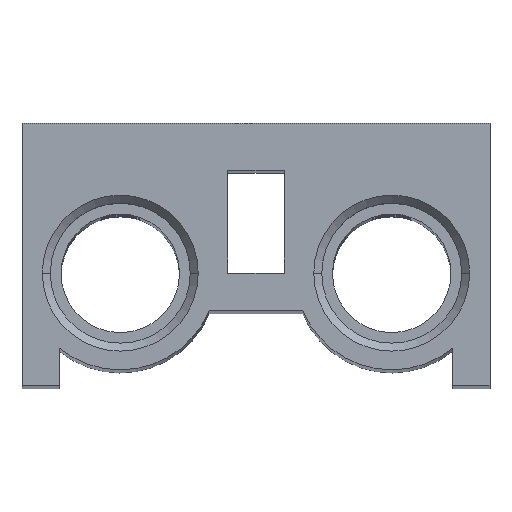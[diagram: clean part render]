
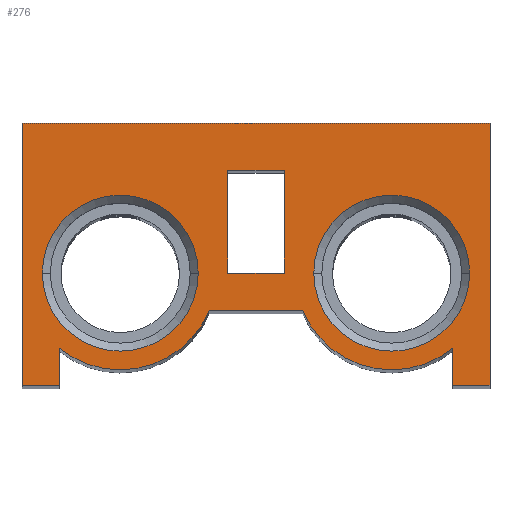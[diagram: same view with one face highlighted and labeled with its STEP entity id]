
A CAD part, top view. The second image highlights one B-rep face of the part: STEP entity #276.
In plain terms, the highlighted planar face has unit normal (0, 0, 1).
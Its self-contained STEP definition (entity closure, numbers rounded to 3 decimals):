
#36 = VECTOR ( 'NONE', #5077, 1000. ) ;
#93 = CARTESIAN_POINT ( 'NONE',  ( 21., 3.97, 194. ) ) ;
#140 = CIRCLE ( 'NONE', #4677, 8.331 ) ;
#144 = EDGE_CURVE ( 'NONE', #1213, #3373, #1083, .T. ) ;
#167 = VERTEX_POINT ( 'NONE', #2685 ) ;
#181 = CARTESIAN_POINT ( 'NONE',  ( -25., 28., 194. ) ) ;
#225 = ORIENTED_EDGE ( 'NONE', *, *, #3549, .F. ) ;
#228 = EDGE_CURVE ( 'NONE', #3575, #2902, #140, .T. ) ;
#233 = VERTEX_POINT ( 'NONE', #4399 ) ;
#247 = CARTESIAN_POINT ( 'NONE',  ( 21., 0., 194. ) ) ;
#258 = EDGE_CURVE ( 'NONE', #3373, #2604, #1917, .T. ) ;
#276 = ADVANCED_FACE ( 'NONE', ( #365, #3600, #3914, #1957 ), #1587, .T. ) ;
#284 = CARTESIAN_POINT ( 'NONE',  ( -14.5, 12., 194. ) ) ;
#333 = CARTESIAN_POINT ( 'NONE',  ( -25., 0., 194. ) ) ;
#354 = ORIENTED_EDGE ( 'NONE', *, *, #5030, .F. ) ;
#364 = EDGE_LOOP ( 'NONE', ( #1299, #779 ) ) ;
#365 = FACE_BOUND ( 'NONE', #2150, .T. ) ;
#373 = ORIENTED_EDGE ( 'NONE', *, *, #3568, .T. ) ;
#382 = ORIENTED_EDGE ( 'NONE', *, *, #2437, .T. ) ;
#413 = VERTEX_POINT ( 'NONE', #4846 ) ;
#497 = CARTESIAN_POINT ( 'NONE',  ( 22.831, 12., 194. ) ) ;
#571 = CARTESIAN_POINT ( 'NONE',  ( 25., 0., 194. ) ) ;
#578 = CARTESIAN_POINT ( 'NONE',  ( -21., 0., 194. ) ) ;
#589 = ORIENTED_EDGE ( 'NONE', *, *, #144, .T. ) ;
#603 = ORIENTED_EDGE ( 'NONE', *, *, #228, .T. ) ;
#621 = LINE ( 'NONE', #247, #36 ) ;
#652 = AXIS2_PLACEMENT_3D ( 'NONE', #284, #4763, #3157 ) ;
#664 = EDGE_CURVE ( 'NONE', #1353, #3660, #801, .T. ) ;
#667 = VERTEX_POINT ( 'NONE', #3749 ) ;
#678 = LINE ( 'NONE', #333, #2092 ) ;
#708 = DIRECTION ( 'NONE',  ( 1., 0., 0. ) ) ;
#730 = ORIENTED_EDGE ( 'NONE', *, *, #2264, .T. ) ;
#731 = EDGE_CURVE ( 'NONE', #1194, #233, #621, .T. ) ;
#754 = CARTESIAN_POINT ( 'NONE',  ( -22.831, 12., 194. ) ) ;
#779 = ORIENTED_EDGE ( 'NONE', *, *, #664, .T. ) ;
#801 = CIRCLE ( 'NONE', #2552, 8.331 ) ;
#858 = LINE ( 'NONE', #930, #4740 ) ;
#923 = CARTESIAN_POINT ( 'NONE',  ( 3., 23., 194. ) ) ;
#930 = CARTESIAN_POINT ( 'NONE',  ( -3., 12., 194. ) ) ;
#933 = AXIS2_PLACEMENT_3D ( 'NONE', #1923, #2370, #3542 ) ;
#947 = DIRECTION ( 'NONE',  ( -1., 0., 0. ) ) ;
#1014 = LINE ( 'NONE', #923, #2169 ) ;
#1083 = LINE ( 'NONE', #4511, #3169 ) ;
#1094 = LINE ( 'NONE', #2695, #3838 ) ;
#1111 = EDGE_CURVE ( 'NONE', #667, #167, #858, .T. ) ;
#1194 = VERTEX_POINT ( 'NONE', #3077 ) ;
#1213 = VERTEX_POINT ( 'NONE', #578 ) ;
#1250 = EDGE_CURVE ( 'NONE', #3660, #1353, #2112, .T. ) ;
#1299 = ORIENTED_EDGE ( 'NONE', *, *, #1250, .T. ) ;
#1353 = VERTEX_POINT ( 'NONE', #4586 ) ;
#1424 = ORIENTED_EDGE ( 'NONE', *, *, #4834, .F. ) ;
#1427 = EDGE_CURVE ( 'NONE', #3668, #413, #2634, .T. ) ;
#1472 = CARTESIAN_POINT ( 'NONE',  ( -3., 23., 194. ) ) ;
#1497 = CARTESIAN_POINT ( 'NONE',  ( 3., 12., 194. ) ) ;
#1524 = LINE ( 'NONE', #3126, #4761 ) ;
#1530 = CARTESIAN_POINT ( 'NONE',  ( 14.5, 12., 194. ) ) ;
#1556 = DIRECTION ( 'NONE',  ( 1., 0., 0. ) ) ;
#1574 = DIRECTION ( 'NONE',  ( 0., -1., 0. ) ) ;
#1580 = CARTESIAN_POINT ( 'NONE',  ( -14.5, 12., 194. ) ) ;
#1587 = PLANE ( 'NONE',  #652 ) ;
#1642 = VERTEX_POINT ( 'NONE', #2042 ) ;
#1704 = LINE ( 'NONE', #93, #3112 ) ;
#1746 = CARTESIAN_POINT ( 'NONE',  ( -21., 3.97, 194. ) ) ;
#1910 = AXIS2_PLACEMENT_3D ( 'NONE', #3108, #4345, #1556 ) ;
#1917 = CIRCLE ( 'NONE', #1910, 10.331 ) ;
#1920 = VECTOR ( 'NONE', #1574, 1000. ) ;
#1923 = CARTESIAN_POINT ( 'NONE',  ( 14.5, 12., 194. ) ) ;
#1957 = FACE_OUTER_BOUND ( 'NONE', #2171, .T. ) ;
#1984 = VECTOR ( 'NONE', #3543, 1000. ) ;
#2042 = CARTESIAN_POINT ( 'NONE',  ( 21., 3.97, 194. ) ) ;
#2092 = VECTOR ( 'NONE', #708, 1000. ) ;
#2112 = CIRCLE ( 'NONE', #933, 8.331 ) ;
#2150 = EDGE_LOOP ( 'NONE', ( #603, #3116 ) ) ;
#2169 = VECTOR ( 'NONE', #947, 1000. ) ;
#2171 = EDGE_LOOP ( 'NONE', ( #2459, #2406, #589, #2361, #3298, #382, #730, #3319, #3988, #373 ) ) ;
#2200 = DIRECTION ( 'NONE',  ( 0., 1., 0. ) ) ;
#2255 = CARTESIAN_POINT ( 'NONE',  ( -3., 23., 194. ) ) ;
#2264 = EDGE_CURVE ( 'NONE', #1642, #1194, #1704, .T. ) ;
#2356 = CARTESIAN_POINT ( 'NONE',  ( 4.975, 8., 194. ) ) ;
#2361 = ORIENTED_EDGE ( 'NONE', *, *, #258, .T. ) ;
#2370 = DIRECTION ( 'NONE',  ( 0., 0., -1. ) ) ;
#2390 = DIRECTION ( 'NONE',  ( -1., 0., 0. ) ) ;
#2406 = ORIENTED_EDGE ( 'NONE', *, *, #4871, .T. ) ;
#2437 = EDGE_CURVE ( 'NONE', #2856, #1642, #2777, .T. ) ;
#2448 = DIRECTION ( 'NONE',  ( 1., 0., 0. ) ) ;
#2459 = ORIENTED_EDGE ( 'NONE', *, *, #1427, .T. ) ;
#2552 = AXIS2_PLACEMENT_3D ( 'NONE', #2994, #5053, #4599 ) ;
#2604 = VERTEX_POINT ( 'NONE', #4335 ) ;
#2609 = CARTESIAN_POINT ( 'NONE',  ( 25., 28., 194. ) ) ;
#2634 = LINE ( 'NONE', #181, #4013 ) ;
#2642 = VERTEX_POINT ( 'NONE', #3286 ) ;
#2670 = DIRECTION ( 'NONE',  ( 1., 0., 0. ) ) ;
#2685 = CARTESIAN_POINT ( 'NONE',  ( 3., 12., 194. ) ) ;
#2695 = CARTESIAN_POINT ( 'NONE',  ( -4.975, 8., 194. ) ) ;
#2707 = LINE ( 'NONE', #1497, #1984 ) ;
#2777 = CIRCLE ( 'NONE', #3775, 10.331 ) ;
#2796 = DIRECTION ( 'NONE',  ( 0., 0., -1. ) ) ;
#2856 = VERTEX_POINT ( 'NONE', #2356 ) ;
#2892 = DIRECTION ( 'NONE',  ( 0., 0., -1. ) ) ;
#2902 = VERTEX_POINT ( 'NONE', #754 ) ;
#2994 = CARTESIAN_POINT ( 'NONE',  ( 14.5, 12., 194. ) ) ;
#3011 = DIRECTION ( 'NONE',  ( 0., -1., 0. ) ) ;
#3043 = EDGE_LOOP ( 'NONE', ( #1424, #354, #225, #4248 ) ) ;
#3077 = CARTESIAN_POINT ( 'NONE',  ( 21., 0., 194. ) ) ;
#3108 = CARTESIAN_POINT ( 'NONE',  ( -14.5, 12., 194. ) ) ;
#3112 = VECTOR ( 'NONE', #3304, 1000. ) ;
#3116 = ORIENTED_EDGE ( 'NONE', *, *, #3753, .T. ) ;
#3126 = CARTESIAN_POINT ( 'NONE',  ( 25., 28., 194. ) ) ;
#3134 = DIRECTION ( 'NONE',  ( 0., 0., 1. ) ) ;
#3157 = DIRECTION ( 'NONE',  ( 1., 0., 0. ) ) ;
#3169 = VECTOR ( 'NONE', #4235, 1000. ) ;
#3179 = LINE ( 'NONE', #2255, #1920 ) ;
#3286 = CARTESIAN_POINT ( 'NONE',  ( 3., 23., 194. ) ) ;
#3298 = ORIENTED_EDGE ( 'NONE', *, *, #5172, .T. ) ;
#3304 = DIRECTION ( 'NONE',  ( 0., -1., 0. ) ) ;
#3319 = ORIENTED_EDGE ( 'NONE', *, *, #731, .T. ) ;
#3373 = VERTEX_POINT ( 'NONE', #1746 ) ;
#3426 = LINE ( 'NONE', #571, #3484 ) ;
#3484 = VECTOR ( 'NONE', #2200, 1000. ) ;
#3514 = CARTESIAN_POINT ( 'NONE',  ( -6.169, 12., 194. ) ) ;
#3520 = CARTESIAN_POINT ( 'NONE',  ( -14.5, 12., 194. ) ) ;
#3542 = DIRECTION ( 'NONE',  ( -1., 0., 0. ) ) ;
#3543 = DIRECTION ( 'NONE',  ( 0., 1., 0. ) ) ;
#3549 = EDGE_CURVE ( 'NONE', #167, #2642, #2707, .T. ) ;
#3568 = EDGE_CURVE ( 'NONE', #4332, #3668, #1524, .T. ) ;
#3575 = VERTEX_POINT ( 'NONE', #3514 ) ;
#3576 = AXIS2_PLACEMENT_3D ( 'NONE', #1580, #2892, #2390 ) ;
#3600 = FACE_BOUND ( 'NONE', #3043, .T. ) ;
#3660 = VERTEX_POINT ( 'NONE', #497 ) ;
#3668 = VERTEX_POINT ( 'NONE', #3968 ) ;
#3749 = CARTESIAN_POINT ( 'NONE',  ( -3., 12., 194. ) ) ;
#3753 = EDGE_CURVE ( 'NONE', #2902, #3575, #4240, .T. ) ;
#3775 = AXIS2_PLACEMENT_3D ( 'NONE', #1530, #3134, #4739 ) ;
#3838 = VECTOR ( 'NONE', #2670, 1000. ) ;
#3914 = FACE_BOUND ( 'NONE', #364, .T. ) ;
#3942 = EDGE_CURVE ( 'NONE', #233, #4332, #3426, .T. ) ;
#3968 = CARTESIAN_POINT ( 'NONE',  ( -25., 28., 194. ) ) ;
#3988 = ORIENTED_EDGE ( 'NONE', *, *, #3942, .T. ) ;
#4013 = VECTOR ( 'NONE', #3011, 1000. ) ;
#4235 = DIRECTION ( 'NONE',  ( 0., 1., 0. ) ) ;
#4240 = CIRCLE ( 'NONE', #3576, 8.331 ) ;
#4248 = ORIENTED_EDGE ( 'NONE', *, *, #1111, .F. ) ;
#4318 = DIRECTION ( 'NONE',  ( -1., 0., 0. ) ) ;
#4332 = VERTEX_POINT ( 'NONE', #2609 ) ;
#4335 = CARTESIAN_POINT ( 'NONE',  ( -4.975, 8., 194. ) ) ;
#4345 = DIRECTION ( 'NONE',  ( 0., 0., 1. ) ) ;
#4399 = CARTESIAN_POINT ( 'NONE',  ( 25., 0., 194. ) ) ;
#4511 = CARTESIAN_POINT ( 'NONE',  ( -21., 0., 194. ) ) ;
#4586 = CARTESIAN_POINT ( 'NONE',  ( 6.169, 12., 194. ) ) ;
#4599 = DIRECTION ( 'NONE',  ( -1., 0., 0. ) ) ;
#4619 = VERTEX_POINT ( 'NONE', #1472 ) ;
#4677 = AXIS2_PLACEMENT_3D ( 'NONE', #3520, #2796, #4318 ) ;
#4733 = DIRECTION ( 'NONE',  ( -1., 0., 0. ) ) ;
#4739 = DIRECTION ( 'NONE',  ( 1., 0., 0. ) ) ;
#4740 = VECTOR ( 'NONE', #2448, 1000. ) ;
#4761 = VECTOR ( 'NONE', #4733, 1000. ) ;
#4763 = DIRECTION ( 'NONE',  ( 0., 0., 1. ) ) ;
#4834 = EDGE_CURVE ( 'NONE', #4619, #667, #3179, .T. ) ;
#4846 = CARTESIAN_POINT ( 'NONE',  ( -25., 0., 194. ) ) ;
#4871 = EDGE_CURVE ( 'NONE', #413, #1213, #678, .T. ) ;
#5030 = EDGE_CURVE ( 'NONE', #2642, #4619, #1014, .T. ) ;
#5053 = DIRECTION ( 'NONE',  ( 0., 0., -1. ) ) ;
#5077 = DIRECTION ( 'NONE',  ( 1., 0., 0. ) ) ;
#5172 = EDGE_CURVE ( 'NONE', #2604, #2856, #1094, .T. ) ;
